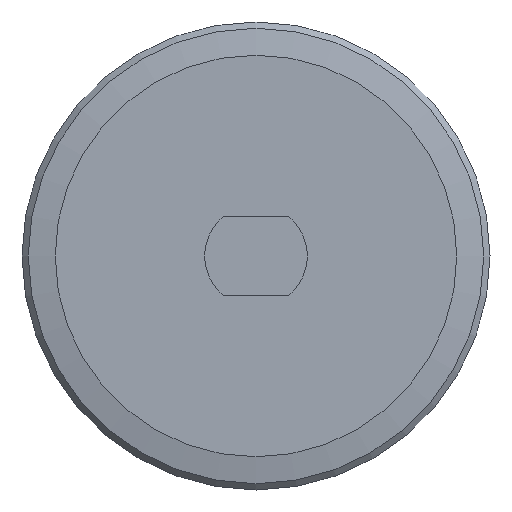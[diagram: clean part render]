
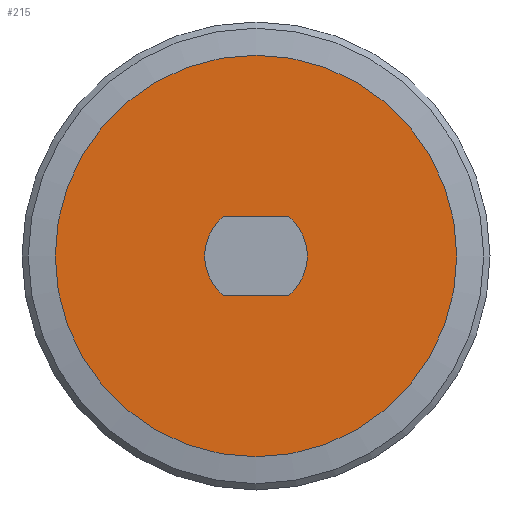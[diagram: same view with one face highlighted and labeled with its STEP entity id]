
A CAD part, left-side view. The second image highlights one B-rep face of the part: STEP entity #215.
In plain terms, the highlighted planar face has unit normal (-1, 0, 0).
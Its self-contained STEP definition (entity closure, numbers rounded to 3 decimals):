
#23=FACE_BOUND('',#66,.T.);
#33=CIRCLE('',#234,68.65);
#34=CIRCLE('',#235,17.5);
#35=CIRCLE('',#236,17.5);
#49=FACE_OUTER_BOUND('',#65,.T.);
#65=EDGE_LOOP('',(#153));
#66=EDGE_LOOP('',(#154,#155,#156,#157));
#90=LINE('',#337,#98);
#96=LINE('',#349,#104);
#98=VECTOR('',#266,22.271);
#104=VECTOR('',#274,22.271);
#105=VERTEX_POINT('',#333);
#107=VERTEX_POINT('',#336);
#110=VERTEX_POINT('',#343);
#112=VERTEX_POINT('',#347);
#113=VERTEX_POINT('',#351);
#124=EDGE_CURVE('',#105,#107,#90,.T.);
#130=EDGE_CURVE('',#112,#110,#96,.T.);
#131=EDGE_CURVE('',#113,#113,#33,.T.);
#132=EDGE_CURVE('',#105,#110,#34,.T.);
#133=EDGE_CURVE('',#112,#107,#35,.T.);
#153=ORIENTED_EDGE('',*,*,#131,.F.);
#154=ORIENTED_EDGE('',*,*,#132,.T.);
#155=ORIENTED_EDGE('',*,*,#130,.F.);
#156=ORIENTED_EDGE('',*,*,#133,.T.);
#157=ORIENTED_EDGE('',*,*,#124,.F.);
#191=PLANE('',#233);
#215=ADVANCED_FACE('',(#49,#23),#191,.T.);
#233=AXIS2_PLACEMENT_3D('',#350,#275,#276);
#234=AXIS2_PLACEMENT_3D('',#352,#277,#278);
#235=AXIS2_PLACEMENT_3D('',#353,#279,#280);
#236=AXIS2_PLACEMENT_3D('',#354,#281,#282);
#266=DIRECTION('',(0.,1.,0.));
#274=DIRECTION('',(0.,-1.,0.));
#275=DIRECTION('center_axis',(-1.,0.,0.));
#276=DIRECTION('ref_axis',(0.,0.,1.));
#277=DIRECTION('center_axis',(1.,0.,0.));
#278=DIRECTION('ref_axis',(0.,0.,-1.));
#279=DIRECTION('center_axis',(1.,0.,0.));
#280=DIRECTION('ref_axis',(0.,0.,-1.));
#281=DIRECTION('center_axis',(1.,0.,0.));
#282=DIRECTION('ref_axis',(0.,0.,-1.));
#333=CARTESIAN_POINT('',(-26.,-11.136,13.5));
#336=CARTESIAN_POINT('',(-26.,11.136,13.5));
#337=CARTESIAN_POINT('',(-26.,8.75,13.5));
#343=CARTESIAN_POINT('',(-26.,-11.136,-13.5));
#347=CARTESIAN_POINT('',(-26.,11.136,-13.5));
#349=CARTESIAN_POINT('',(-26.,-8.75,-13.5));
#350=CARTESIAN_POINT('Origin',(-26.,68.65,0.));
#351=CARTESIAN_POINT('',(-26.,68.65,0.));
#352=CARTESIAN_POINT('Origin',(-26.,0.,0.));
#353=CARTESIAN_POINT('Origin',(-26.,0.,0.));
#354=CARTESIAN_POINT('Origin',(-26.,0.,0.));
